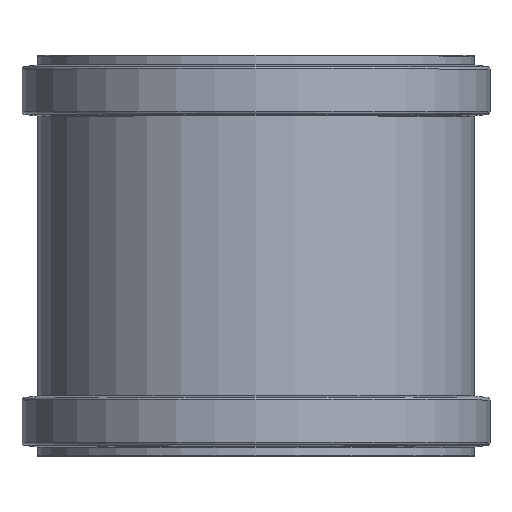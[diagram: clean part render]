
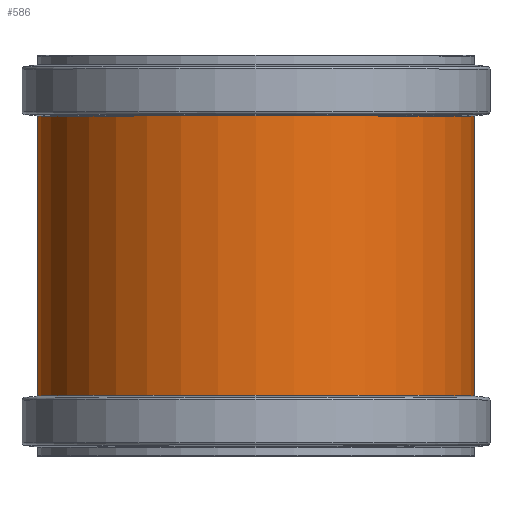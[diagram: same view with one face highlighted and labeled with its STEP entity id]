
A CAD part, top view. The second image highlights one B-rep face of the part: STEP entity #586.
In plain terms, the highlighted cylindrical face has radius 164.9 mm (diameter 329.8 mm), a full revolution.
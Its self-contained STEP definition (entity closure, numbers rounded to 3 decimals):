
#36=CYLINDRICAL_SURFACE('',#692,164.9);
#94=FACE_BOUND('',#250,.T.);
#146=FACE_OUTER_BOUND('',#249,.T.);
#249=EDGE_LOOP('',(#509));
#250=EDGE_LOOP('',(#510));
#281=CIRCLE('',#649,164.9);
#302=CIRCLE('',#691,164.9);
#333=VERTEX_POINT('',#994);
#354=VERTEX_POINT('',#1057);
#385=EDGE_CURVE('',#333,#333,#281,.T.);
#406=EDGE_CURVE('',#354,#354,#302,.T.);
#509=ORIENTED_EDGE('',*,*,#385,.F.);
#510=ORIENTED_EDGE('',*,*,#406,.T.);
#586=ADVANCED_FACE('',(#146,#94),#36,.T.);
#649=AXIS2_PLACEMENT_3D('',#995,#815,#816);
#691=AXIS2_PLACEMENT_3D('',#1058,#899,#900);
#692=AXIS2_PLACEMENT_3D('',#1059,#901,#902);
#815=DIRECTION('center_axis',(0.,-1.,0.));
#816=DIRECTION('ref_axis',(1.,0.,0.));
#899=DIRECTION('center_axis',(0.,-1.,0.));
#900=DIRECTION('ref_axis',(1.,0.,0.));
#901=DIRECTION('center_axis',(0.,-1.,0.));
#902=DIRECTION('ref_axis',(1.,0.,0.));
#994=CARTESIAN_POINT('',(164.9,-105.57,0.));
#995=CARTESIAN_POINT('Origin',(0.,-105.57,0.));
#1057=CARTESIAN_POINT('',(164.9,105.57,0.));
#1058=CARTESIAN_POINT('Origin',(0.,105.57,0.));
#1059=CARTESIAN_POINT('Origin',(0.,52.785,0.));
